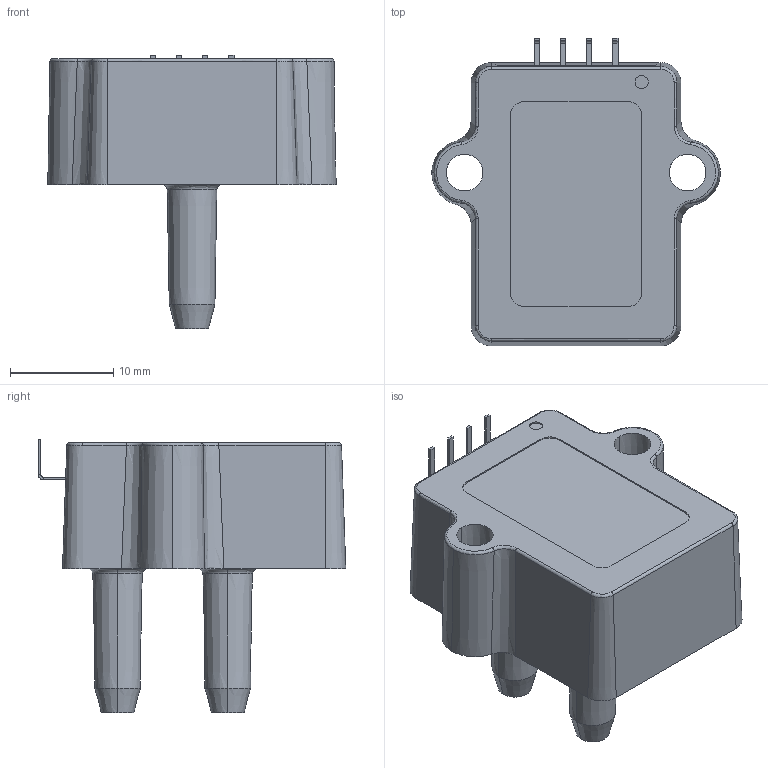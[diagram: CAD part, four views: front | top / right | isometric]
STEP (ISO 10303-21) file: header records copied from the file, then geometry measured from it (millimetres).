
FILE_DESCRIPTION (( 'STEP AP214' ), '1' );
FILE_NAME ('A4AAR.STEP', '2023-03-29T22:04:53', ( '' ), ( '' ), 'SwSTEP 2.0', 'SolidWorks 2019', '' );
FILE_SCHEMA (( 'AUTOMOTIVE_DESIGN' ));
Length unit declared in the file: inch
Products named in the file (4): A4AAR; Lead-0.10PitchStraightCenter Cut_R - RA 0.100; A-Pkg Cover-1; A-Pkg Housing with Port Cut Options
Assembly tree (6 placements, depth 2):
  A4AAR
    A-Pkg Cover-1
    A-Pkg Housing with Port Cut Options
    Lead-0.10PitchStraightCenter Cut_R - RA 0.100  x4
Bounding box: 27.93 x 29.78 x 26.52 mm (x, y, z)
Volume: 4503 mm3; surface area: 5615.7 mm2
Topology: 6 solids, 6 shells, 370 faces, 977 edges, 628 vertices
Faces by surface type: plane 267, cylinder 44, cone 35, bspline 24
Entity records: 13121 total; most frequent: CARTESIAN_POINT 3894, ORIENTED_EDGE 1366, DIRECTION 1173, EDGE_CURVE 683, LINE 523, VECTOR 523, VERTEX_POINT 442, AXIS2_PLACEMENT_3D 325
